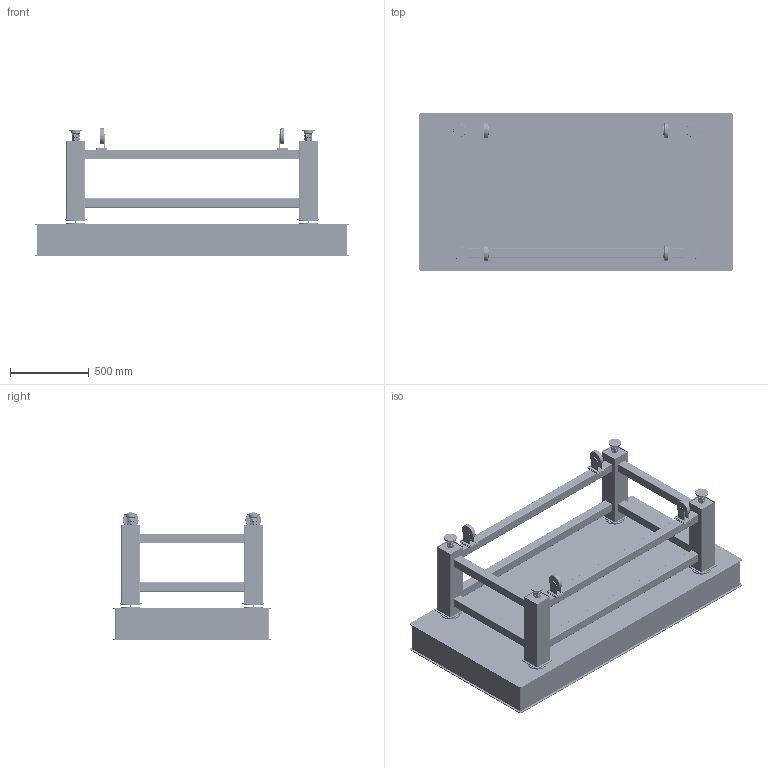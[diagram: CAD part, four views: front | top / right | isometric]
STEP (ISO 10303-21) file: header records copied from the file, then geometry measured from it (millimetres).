
FILE_DESCRIPTION (( 'STEP AP203' ), '1' );
FILE_NAME ('516158.STEP', '2024-04-28T07:22:09', ( '' ), ( '' ), 'SwSTEP 2.0', 'SolidWorks 2020', '' );
FILE_SCHEMA (( 'CONFIG_CONTROL_DESIGN' ));
Products named in the file (1): 516158
Bounding box: 2000 x 1000 x 810 mm (x, y, z)
Volume: 399477934.3 mm3; surface area: 16025924.5 mm2
Topology: 61 solids, 61 shells, 9933 faces, 20320 edges, 13500 vertices
Faces by surface type: cylinder 6288, plane 3453, cone 160, bspline 32
Entity records: 269967 total; most frequent: DIRECTION 52392, CARTESIAN_POINT 46998, ORIENTED_EDGE 40640, AXIS2_PLACEMENT_3D 22590, EDGE_CURVE 20320, VERTEX_POINT 13500, EDGE_LOOP 13050, CIRCLE 12688
